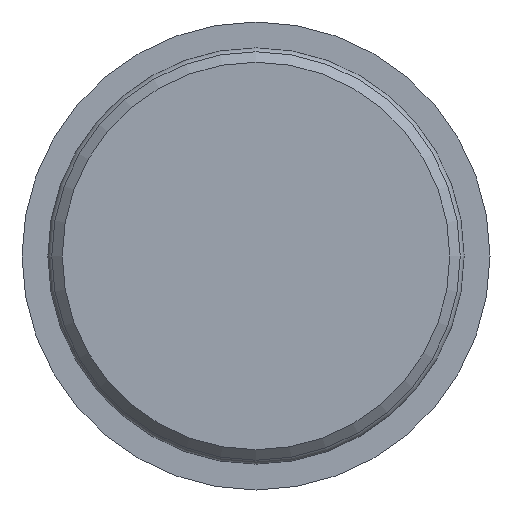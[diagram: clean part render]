
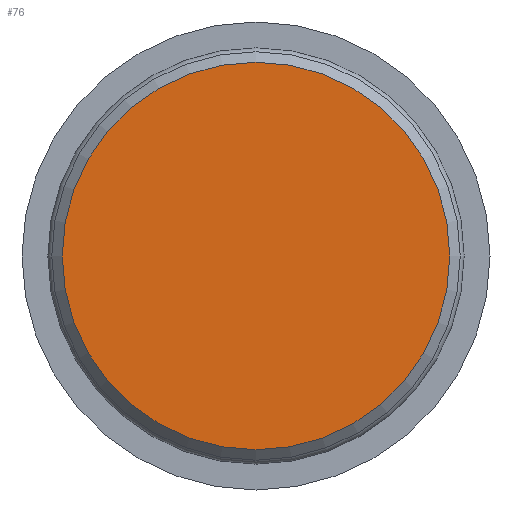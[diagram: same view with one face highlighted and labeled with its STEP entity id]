
A CAD part, front view. The second image highlights one B-rep face of the part: STEP entity #76.
In plain terms, the highlighted planar face has unit normal (0, -1, 0).
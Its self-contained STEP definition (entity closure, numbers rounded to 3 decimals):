
#76 = ADVANCED_FACE( '', ( #159 ), #160, .F. );
#159 = FACE_OUTER_BOUND( '', #248, .T. );
#160 = PLANE( '', #249 );
#248 = EDGE_LOOP( '', ( #388 ) );
#249 = AXIS2_PLACEMENT_3D( '', #389, #390, #391 );
#388 = ORIENTED_EDGE( '', *, *, #493, .T. );
#389 = CARTESIAN_POINT( '', ( 22.773, -17., 0. ) );
#390 = DIRECTION( '', ( 0., 1., 0. ) );
#391 = DIRECTION( '', ( 0., 0., 1. ) );
#493 = EDGE_CURVE( '', #569, #569, #570, .T. );
#569 = VERTEX_POINT( '', #735 );
#570 = CIRCLE( '', #736, 22.773 );
#735 = CARTESIAN_POINT( '', ( 0., -17., -22.773 ) );
#736 = AXIS2_PLACEMENT_3D( '', #800, #801, #802 );
#800 = CARTESIAN_POINT( '', ( 0., -17., 0. ) );
#801 = DIRECTION( '', ( 0., -1., 0. ) );
#802 = DIRECTION( '', ( 0., 0., -1. ) );
